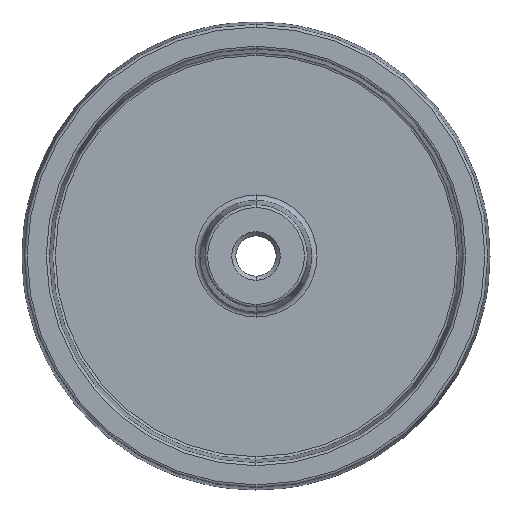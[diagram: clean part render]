
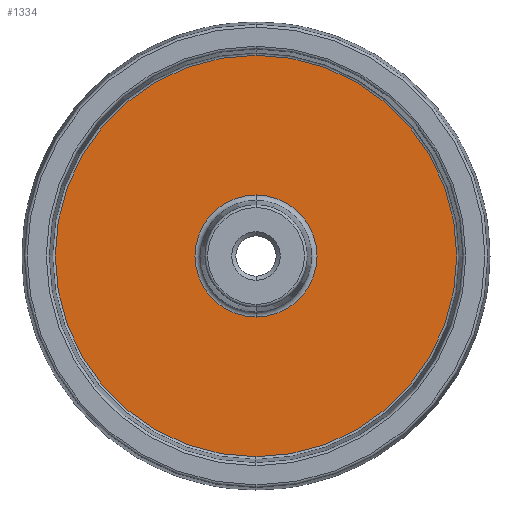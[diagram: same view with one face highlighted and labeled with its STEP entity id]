
A CAD part, left-side view. The second image highlights one B-rep face of the part: STEP entity #1334.
In plain terms, the highlighted planar face has unit normal (-1, 0, 0).
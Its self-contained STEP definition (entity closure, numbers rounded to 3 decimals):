
#48 = ORIENTED_EDGE ( 'NONE', *, *, #1727, .T. ) ;
#125 = DIRECTION ( 'NONE',  ( -1., 0., 0. ) ) ;
#200 = VERTEX_POINT ( 'NONE', #1302 ) ;
#358 = CARTESIAN_POINT ( 'NONE',  ( -5., 76., 0. ) ) ;
#391 = DIRECTION ( 'NONE',  ( 0., 0., 1. ) ) ;
#438 = AXIS2_PLACEMENT_3D ( 'NONE', #1289, #1014, #877 ) ;
#471 = CIRCLE ( 'NONE', #438, 22.81 ) ;
#474 = CARTESIAN_POINT ( 'NONE',  ( -5., 0., 0. ) ) ;
#525 = FACE_BOUND ( 'NONE', #1305, .T. ) ;
#534 = PLANE ( 'NONE',  #1486 ) ;
#594 = CIRCLE ( 'NONE', #1169, 75.082 ) ;
#643 = DIRECTION ( 'NONE',  ( 0., 0., 1. ) ) ;
#655 = EDGE_CURVE ( 'NONE', #200, #1340, #471, .T. ) ;
#721 = AXIS2_PLACEMENT_3D ( 'NONE', #1073, #929, #391 ) ;
#739 = VERTEX_POINT ( 'NONE', #1044 ) ;
#741 = ORIENTED_EDGE ( 'NONE', *, *, #655, .T. ) ;
#799 = ORIENTED_EDGE ( 'NONE', *, *, #1100, .T. ) ;
#833 = CARTESIAN_POINT ( 'NONE',  ( -5., 0., -75.082 ) ) ;
#876 = DIRECTION ( 'NONE',  ( 0., 0., 1. ) ) ;
#877 = DIRECTION ( 'NONE',  ( 0., 0., 1. ) ) ;
#901 = VERTEX_POINT ( 'NONE', #833 ) ;
#911 = DIRECTION ( 'NONE',  ( -1., 0., 0. ) ) ;
#915 = CIRCLE ( 'NONE', #721, 22.81 ) ;
#929 = DIRECTION ( 'NONE',  ( 1., 0., 0. ) ) ;
#943 = CIRCLE ( 'NONE', #1001, 75.082 ) ;
#958 = DIRECTION ( 'NONE',  ( 0., 0., 1. ) ) ;
#1001 = AXIS2_PLACEMENT_3D ( 'NONE', #1374, #125, #958 ) ;
#1014 = DIRECTION ( 'NONE',  ( 1., 0., 0. ) ) ;
#1044 = CARTESIAN_POINT ( 'NONE',  ( -5., 0., 75.082 ) ) ;
#1073 = CARTESIAN_POINT ( 'NONE',  ( -5., 0., 0. ) ) ;
#1100 = EDGE_CURVE ( 'NONE', #1340, #200, #915, .T. ) ;
#1114 = EDGE_CURVE ( 'NONE', #901, #739, #943, .T. ) ;
#1169 = AXIS2_PLACEMENT_3D ( 'NONE', #474, #1750, #876 ) ;
#1214 = EDGE_LOOP ( 'NONE', ( #48, #1699 ) ) ;
#1289 = CARTESIAN_POINT ( 'NONE',  ( -5., 0., 0. ) ) ;
#1302 = CARTESIAN_POINT ( 'NONE',  ( -5., 0., -22.81 ) ) ;
#1305 = EDGE_LOOP ( 'NONE', ( #799, #741 ) ) ;
#1334 = ADVANCED_FACE ( 'NONE', ( #525, #1635 ), #534, .T. ) ;
#1340 = VERTEX_POINT ( 'NONE', #1342 ) ;
#1342 = CARTESIAN_POINT ( 'NONE',  ( -5., 0., 22.81 ) ) ;
#1374 = CARTESIAN_POINT ( 'NONE',  ( -5., 0., 0. ) ) ;
#1486 = AXIS2_PLACEMENT_3D ( 'NONE', #358, #911, #643 ) ;
#1635 = FACE_OUTER_BOUND ( 'NONE', #1214, .T. ) ;
#1699 = ORIENTED_EDGE ( 'NONE', *, *, #1114, .T. ) ;
#1727 = EDGE_CURVE ( 'NONE', #739, #901, #594, .T. ) ;
#1750 = DIRECTION ( 'NONE',  ( -1., 0., 0. ) ) ;
